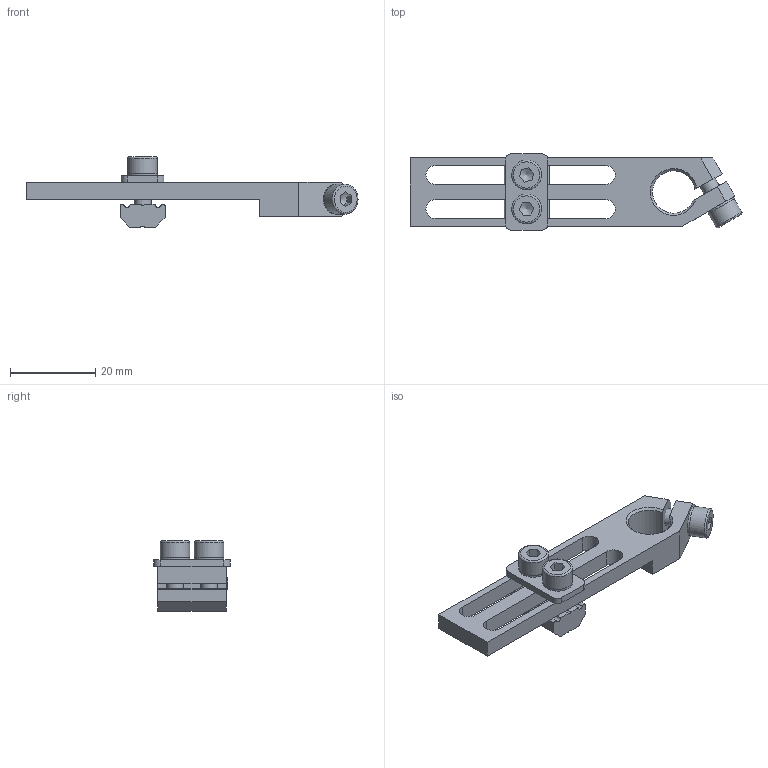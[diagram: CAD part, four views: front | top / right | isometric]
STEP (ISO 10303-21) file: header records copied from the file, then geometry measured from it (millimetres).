
FILE_DESCRIPTION((''),'2;1');
FILE_NAME('1-105-07-00-0 WSL L 10-40 U.stp','2008-01-16T07:47:15',('Wilberg'),(''),'Autodesk Inventor 11','Autodesk Inventor 11','');
FILE_SCHEMA(('AUTOMOTIVE_DESIGN { 1 0 10303 214 1 1 1 1 }'));
Length unit declared in the file: millimetre
Products named in the file (6): 1-105-07-00-0 WSL L 10-40 U; 1-105-07-01-0 WSL L 10-40 U; 1-058-42-08-0 GWP 4x8 U; 1-190-05-00-0 f.  WSL..10, WLS..10; BMU-493-004; ISO 4762-M4x12
Assembly tree (9 placements, depth 2):
  1-105-07-00-0 WSL L 10-40 U
    1-105-07-01-0 WSL L 10-40 U
    1-058-42-08-0 GWP 4x8 U
    1-190-05-00-0 f.  WSL..10, WLS..10
    BMU-493-004  x3
    ISO 4762-M4x12  x3
Bounding box: 78.06 x 18 x 16.6 mm (x, y, z)
Volume: 5040.6 mm3; surface area: 5703 mm2
Topology: 9 solids, 9 shells, 127 faces, 312 edges, 205 vertices
Faces by surface type: plane 73, cylinder 36, cone 11, bspline 7
Full cylindrical faces by diameter (mm): 4 x6, 4.3 x3, 4.5 x2, 7 x6
Entity records: 2962 total; most frequent: CARTESIAN_POINT 704, DIRECTION 440, ORIENTED_EDGE 414, EDGE_CURVE 207, AXIS2_PLACEMENT_3D 156, VERTEX_POINT 145, VECTOR 128, LINE 128
